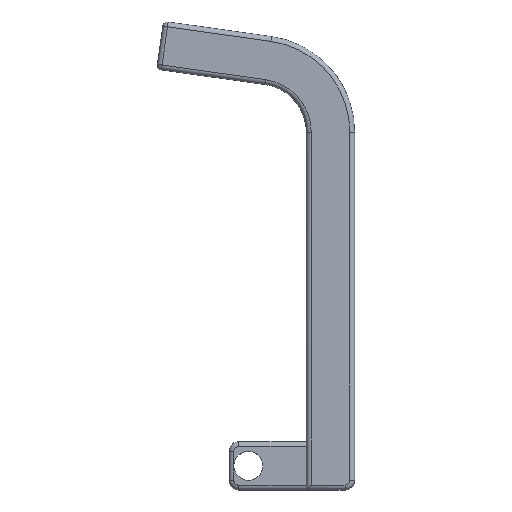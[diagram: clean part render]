
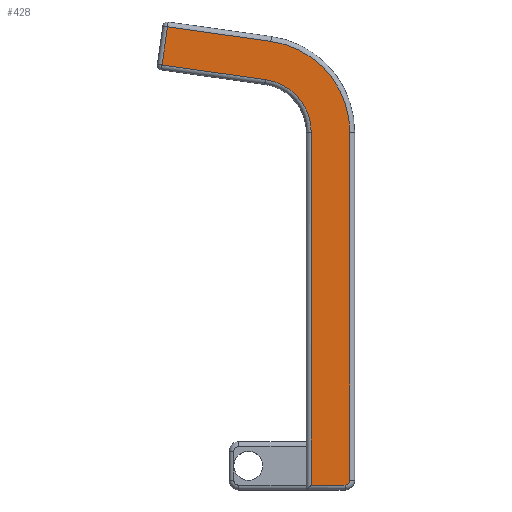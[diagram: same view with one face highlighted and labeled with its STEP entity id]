
A CAD part, top view. The second image highlights one B-rep face of the part: STEP entity #428.
In plain terms, the highlighted planar face has unit normal (0, 0, 1).
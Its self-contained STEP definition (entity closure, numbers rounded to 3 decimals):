
#2 = CARTESIAN_POINT ( 'NONE',  ( 2., -2., 4. ) ) ;
#3 = LINE ( 'NONE', #816, #1272 ) ;
#7 = VECTOR ( 'NONE', #1710, 1000. ) ;
#13 = CARTESIAN_POINT ( 'NONE',  ( 6., -1.5, 4. ) ) ;
#60 = ORIENTED_EDGE ( 'NONE', *, *, #1453, .T. ) ;
#72 = VERTEX_POINT ( 'NONE', #457 ) ;
#112 = LINE ( 'NONE', #963, #1731 ) ;
#117 = DIRECTION ( 'NONE',  ( 0., -1., 0. ) ) ;
#124 = DIRECTION ( 'NONE',  ( -0.99, 0.139, 0. ) ) ;
#129 = CARTESIAN_POINT ( 'NONE',  ( 2., -2.5, 4. ) ) ;
#149 = DIRECTION ( 'NONE',  ( 1., 0., 0. ) ) ;
#152 = ORIENTED_EDGE ( 'NONE', *, *, #1533, .T. ) ;
#164 = CARTESIAN_POINT ( 'NONE',  ( -2.178, 43.908, 4. ) ) ;
#227 = VERTEX_POINT ( 'NONE', #670 ) ;
#260 = LINE ( 'NONE', #1233, #1053 ) ;
#261 = DIRECTION ( 'NONE',  ( 0., 0., 1. ) ) ;
#273 = CIRCLE ( 'NONE', #1414, 5.5 ) ;
#293 = EDGE_CURVE ( 'NONE', #1241, #1473, #364, .T. ) ;
#353 = AXIS2_PLACEMENT_3D ( 'NONE', #1646, #972, #1382 ) ;
#364 = LINE ( 'NONE', #129, #1543 ) ;
#414 = LINE ( 'NONE', #1525, #504 ) ;
#428 = ADVANCED_FACE ( 'NONE', ( #1238 ), #1781, .T. ) ;
#457 = CARTESIAN_POINT ( 'NONE',  ( 5.5, -2., 4. ) ) ;
#458 = CARTESIAN_POINT ( 'NONE',  ( -2.735, 39.946, 4. ) ) ;
#493 = CARTESIAN_POINT ( 'NONE',  ( 2., 34.5, 4. ) ) ;
#504 = VECTOR ( 'NONE', #1516, 1000. ) ;
#510 = VERTEX_POINT ( 'NONE', #13 ) ;
#520 = ORIENTED_EDGE ( 'NONE', *, *, #580, .T. ) ;
#565 = DIRECTION ( 'NONE',  ( 1., 0., 0. ) ) ;
#574 = CIRCLE ( 'NONE', #1568, 9.5 ) ;
#580 = EDGE_CURVE ( 'NONE', #1198, #1241, #273, .T. ) ;
#583 = DIRECTION ( 'NONE',  ( 0., 0., -1. ) ) ;
#670 = CARTESIAN_POINT ( 'NONE',  ( -12.865, 45.409, 4. ) ) ;
#785 = ORIENTED_EDGE ( 'NONE', *, *, #1563, .T. ) ;
#815 = DIRECTION ( 'NONE',  ( -0.139, -0.99, 0. ) ) ;
#816 = CARTESIAN_POINT ( 'NONE',  ( -14.061, 45.578, 4. ) ) ;
#837 = ORIENTED_EDGE ( 'NONE', *, *, #293, .T. ) ;
#850 = EDGE_CURVE ( 'NONE', #1459, #1198, #1023, .T. ) ;
#868 = DIRECTION ( 'NONE',  ( 1., 0., 0. ) ) ;
#963 = CARTESIAN_POINT ( 'NONE',  ( 5.5, -2., 4. ) ) ;
#972 = DIRECTION ( 'NONE',  ( 0., 0., 1. ) ) ;
#977 = DIRECTION ( 'NONE',  ( 0., 0., 1. ) ) ;
#1023 = LINE ( 'NONE', #1040, #7 ) ;
#1040 = CARTESIAN_POINT ( 'NONE',  ( -2.735, 39.946, 4. ) ) ;
#1053 = VECTOR ( 'NONE', #815, 1000. ) ;
#1092 = CIRCLE ( 'NONE', #353, 0.5 ) ;
#1121 = CARTESIAN_POINT ( 'NONE',  ( -3.5, 34.5, 4. ) ) ;
#1198 = VERTEX_POINT ( 'NONE', #458 ) ;
#1233 = CARTESIAN_POINT ( 'NONE',  ( -13.491, 40.953, 4. ) ) ;
#1238 = FACE_OUTER_BOUND ( 'NONE', #1788, .T. ) ;
#1241 = VERTEX_POINT ( 'NONE', #493 ) ;
#1248 = VERTEX_POINT ( 'NONE', #1577 ) ;
#1254 = DIRECTION ( 'NONE',  ( 1., 0., 0. ) ) ;
#1272 = VECTOR ( 'NONE', #124, 1000. ) ;
#1382 = DIRECTION ( 'NONE',  ( 1., 0., 0. ) ) ;
#1392 = CARTESIAN_POINT ( 'NONE',  ( -3.5, 34.5, 4. ) ) ;
#1414 = AXIS2_PLACEMENT_3D ( 'NONE', #1550, #583, #868 ) ;
#1453 = EDGE_CURVE ( 'NONE', #72, #510, #1092, .T. ) ;
#1459 = VERTEX_POINT ( 'NONE', #1635 ) ;
#1473 = VERTEX_POINT ( 'NONE', #2 ) ;
#1481 = EDGE_CURVE ( 'NONE', #227, #1459, #260, .T. ) ;
#1512 = ORIENTED_EDGE ( 'NONE', *, *, #1569, .T. ) ;
#1516 = DIRECTION ( 'NONE',  ( 0., 1., 0. ) ) ;
#1525 = CARTESIAN_POINT ( 'NONE',  ( 6., 34.5, 4. ) ) ;
#1533 = EDGE_CURVE ( 'NONE', #510, #1248, #414, .T. ) ;
#1536 = EDGE_CURVE ( 'NONE', #1248, #1739, #574, .T. ) ;
#1543 = VECTOR ( 'NONE', #117, 1000. ) ;
#1550 = CARTESIAN_POINT ( 'NONE',  ( -3.5, 34.5, 4. ) ) ;
#1563 = EDGE_CURVE ( 'NONE', #1739, #227, #3, .T. ) ;
#1568 = AXIS2_PLACEMENT_3D ( 'NONE', #1392, #261, #149 ) ;
#1569 = EDGE_CURVE ( 'NONE', #1473, #72, #112, .T. ) ;
#1577 = CARTESIAN_POINT ( 'NONE',  ( 6., 34.5, 4. ) ) ;
#1579 = ORIENTED_EDGE ( 'NONE', *, *, #850, .T. ) ;
#1598 = ORIENTED_EDGE ( 'NONE', *, *, #1536, .T. ) ;
#1635 = CARTESIAN_POINT ( 'NONE',  ( -13.421, 41.448, 4. ) ) ;
#1646 = CARTESIAN_POINT ( 'NONE',  ( 5.5, -1.5, 4. ) ) ;
#1710 = DIRECTION ( 'NONE',  ( 0.99, -0.139, 0. ) ) ;
#1731 = VECTOR ( 'NONE', #565, 1000. ) ;
#1736 = ORIENTED_EDGE ( 'NONE', *, *, #1481, .T. ) ;
#1739 = VERTEX_POINT ( 'NONE', #164 ) ;
#1767 = AXIS2_PLACEMENT_3D ( 'NONE', #1121, #977, #1254 ) ;
#1781 = PLANE ( 'NONE',  #1767 ) ;
#1788 = EDGE_LOOP ( 'NONE', ( #60, #152, #1598, #785, #1736, #1579, #520, #837, #1512 ) ) ;
